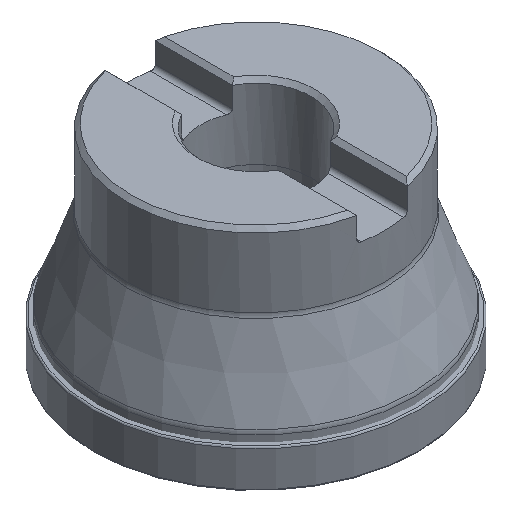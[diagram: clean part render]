
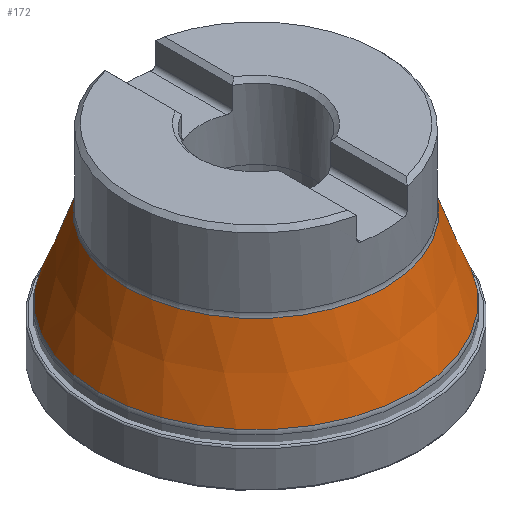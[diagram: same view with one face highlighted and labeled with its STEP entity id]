
A CAD part, isometric view. The second image highlights one B-rep face of the part: STEP entity #172.
In plain terms, the highlighted conical face has half-angle 20 degrees and reference radius 31.5 mm.
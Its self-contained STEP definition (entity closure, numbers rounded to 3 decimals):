
#48=CONICAL_SURFACE('',#736,31.5,20.);
#172=ADVANCED_FACE('',(#267,#268),#48,.T.);
#267=FACE_BOUND('',#325,.T.);
#268=FACE_BOUND('',#326,.T.);
#325=EDGE_LOOP('',(#407));
#326=EDGE_LOOP('',(#408));
#407=ORIENTED_EDGE('',*,*,#616,.T.);
#408=ORIENTED_EDGE('',*,*,#617,.T.);
#557=VERTEX_POINT('',#1143);
#558=VERTEX_POINT('',#1145);
#616=EDGE_CURVE('',#557,#557,#691,.T.);
#617=EDGE_CURVE('',#558,#558,#692,.T.);
#691=CIRCLE('',#734,38.519);
#692=CIRCLE('',#735,31.681);
#734=AXIS2_PLACEMENT_3D('',#1142,#842,#843);
#735=AXIS2_PLACEMENT_3D('',#1144,#844,#845);
#736=AXIS2_PLACEMENT_3D('',#1146,#846,#847);
#842=DIRECTION('',(0.,0.,1.));
#843=DIRECTION('',(1.,0.,0.));
#844=DIRECTION('',(0.,0.,-1.));
#845=DIRECTION('',(-1.,0.,0.));
#846=DIRECTION('',(0.,0.,-1.));
#847=DIRECTION('',(-1.,0.,0.));
#1142=CARTESIAN_POINT('',(0.,0.,-37.803));
#1143=CARTESIAN_POINT('',(38.519,0.,-37.803));
#1144=CARTESIAN_POINT('',(0.,0.,-19.015));
#1145=CARTESIAN_POINT('',(-31.681,0.,-19.015));
#1146=CARTESIAN_POINT('',(0.,0.,-18.518));
